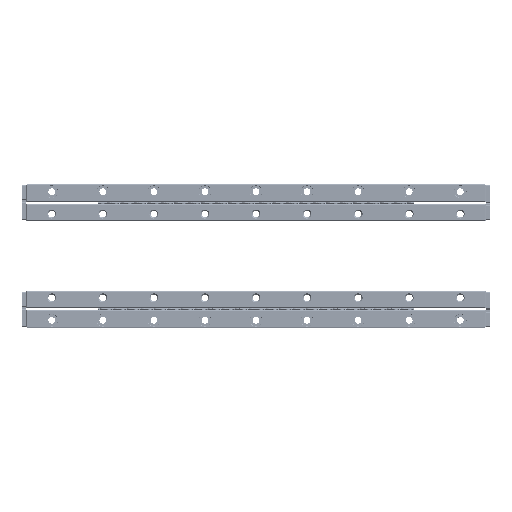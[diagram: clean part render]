
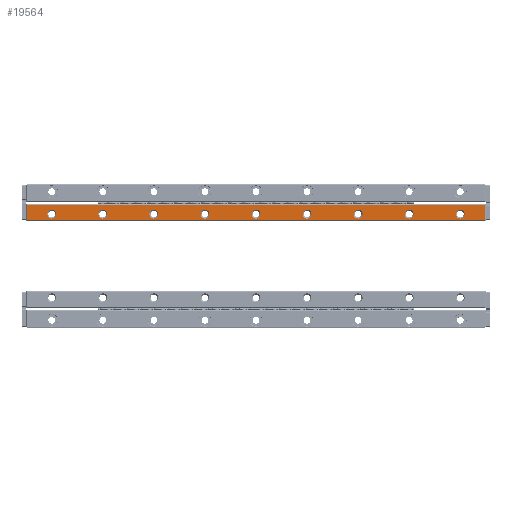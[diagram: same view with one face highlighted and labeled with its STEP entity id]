
A CAD part, top view. The second image highlights one B-rep face of the part: STEP entity #19564.
In plain terms, the highlighted planar face has unit normal (0, 0, 1).
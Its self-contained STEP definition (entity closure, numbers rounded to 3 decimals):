
#19564=ADVANCED_FACE('',(#32377,#32378,#32379,#32380,#32381,#32382,#32383,
#32384,#32385,#32386),#23137,.T.);
#23137=PLANE('',#107789);
#26774=CIRCLE('',#107780,2.175);
#26775=CIRCLE('',#107781,2.175);
#26776=CIRCLE('',#107782,2.175);
#26777=CIRCLE('',#107783,2.175);
#26778=CIRCLE('',#107784,2.175);
#26779=CIRCLE('',#107785,2.175);
#26780=CIRCLE('',#107786,2.175);
#26781=CIRCLE('',#107787,2.175);
#26782=CIRCLE('',#107788,2.175);
#32377=FACE_BOUND('',#37804,.T.);
#32378=FACE_BOUND('',#37805,.T.);
#32379=FACE_BOUND('',#37806,.T.);
#32380=FACE_BOUND('',#37807,.T.);
#32381=FACE_BOUND('',#37808,.T.);
#32382=FACE_BOUND('',#37809,.T.);
#32383=FACE_BOUND('',#37810,.T.);
#32384=FACE_BOUND('',#37811,.T.);
#32385=FACE_BOUND('',#37812,.T.);
#32386=FACE_BOUND('',#37813,.T.);
#37804=EDGE_LOOP('',(#55815));
#37805=EDGE_LOOP('',(#55816));
#37806=EDGE_LOOP('',(#55817));
#37807=EDGE_LOOP('',(#55818));
#37808=EDGE_LOOP('',(#55819));
#37809=EDGE_LOOP('',(#55820));
#37810=EDGE_LOOP('',(#55821));
#37811=EDGE_LOOP('',(#55822));
#37812=EDGE_LOOP('',(#55823));
#37813=EDGE_LOOP('',(#55824,#55825,#55826,#55827));
#55815=ORIENTED_EDGE('',*,*,#83962,.T.);
#55816=ORIENTED_EDGE('',*,*,#83963,.T.);
#55817=ORIENTED_EDGE('',*,*,#83964,.T.);
#55818=ORIENTED_EDGE('',*,*,#83965,.T.);
#55819=ORIENTED_EDGE('',*,*,#83966,.T.);
#55820=ORIENTED_EDGE('',*,*,#83967,.T.);
#55821=ORIENTED_EDGE('',*,*,#83968,.T.);
#55822=ORIENTED_EDGE('',*,*,#83969,.T.);
#55823=ORIENTED_EDGE('',*,*,#83970,.T.);
#55824=ORIENTED_EDGE('',*,*,#83971,.T.);
#55825=ORIENTED_EDGE('',*,*,#83972,.T.);
#55826=ORIENTED_EDGE('',*,*,#83973,.T.);
#55827=ORIENTED_EDGE('',*,*,#83974,.T.);
#72606=VERTEX_POINT('',#162502);
#72607=VERTEX_POINT('',#162504);
#72608=VERTEX_POINT('',#162506);
#72609=VERTEX_POINT('',#162508);
#72610=VERTEX_POINT('',#162510);
#72611=VERTEX_POINT('',#162512);
#72612=VERTEX_POINT('',#162514);
#72613=VERTEX_POINT('',#162516);
#72614=VERTEX_POINT('',#162518);
#72615=VERTEX_POINT('',#162520);
#72616=VERTEX_POINT('',#162521);
#72617=VERTEX_POINT('',#162523);
#72618=VERTEX_POINT('',#162525);
#83962=EDGE_CURVE('',#72606,#72606,#26774,.T.);
#83963=EDGE_CURVE('',#72607,#72607,#26775,.T.);
#83964=EDGE_CURVE('',#72608,#72608,#26776,.T.);
#83965=EDGE_CURVE('',#72609,#72609,#26777,.T.);
#83966=EDGE_CURVE('',#72610,#72610,#26778,.T.);
#83967=EDGE_CURVE('',#72611,#72611,#26779,.T.);
#83968=EDGE_CURVE('',#72612,#72612,#26780,.T.);
#83969=EDGE_CURVE('',#72613,#72613,#26781,.T.);
#83970=EDGE_CURVE('',#72614,#72614,#26782,.T.);
#83971=EDGE_CURVE('',#72615,#72616,#93437,.T.);
#83972=EDGE_CURVE('',#72616,#72617,#93438,.T.);
#83973=EDGE_CURVE('',#72617,#72618,#93439,.T.);
#83974=EDGE_CURVE('',#72618,#72615,#93440,.T.);
#93437=LINE('',#162519,#99773);
#93438=LINE('',#162522,#99774);
#93439=LINE('',#162524,#99775);
#93440=LINE('',#162526,#99776);
#99773=VECTOR('',#127814,1.);
#99774=VECTOR('',#127815,1.);
#99775=VECTOR('',#127816,1.);
#99776=VECTOR('',#127817,1.);
#107780=AXIS2_PLACEMENT_3D('',#162501,#127796,#127797);
#107781=AXIS2_PLACEMENT_3D('',#162503,#127798,#127799);
#107782=AXIS2_PLACEMENT_3D('',#162505,#127800,#127801);
#107783=AXIS2_PLACEMENT_3D('',#162507,#127802,#127803);
#107784=AXIS2_PLACEMENT_3D('',#162509,#127804,#127805);
#107785=AXIS2_PLACEMENT_3D('',#162511,#127806,#127807);
#107786=AXIS2_PLACEMENT_3D('',#162513,#127808,#127809);
#107787=AXIS2_PLACEMENT_3D('',#162515,#127810,#127811);
#107788=AXIS2_PLACEMENT_3D('',#162517,#127812,#127813);
#107789=AXIS2_PLACEMENT_3D('',#162527,#127818,#127819);
#127796=DIRECTION('',(0.,0.,-1.));
#127797=DIRECTION('',(-1.,0.,0.));
#127798=DIRECTION('',(0.,0.,-1.));
#127799=DIRECTION('',(-1.,0.,0.));
#127800=DIRECTION('',(0.,0.,-1.));
#127801=DIRECTION('',(-1.,0.,0.));
#127802=DIRECTION('',(0.,0.,-1.));
#127803=DIRECTION('',(-1.,0.,0.));
#127804=DIRECTION('',(0.,0.,-1.));
#127805=DIRECTION('',(-1.,0.,0.));
#127806=DIRECTION('',(0.,0.,-1.));
#127807=DIRECTION('',(-1.,0.,0.));
#127808=DIRECTION('',(0.,0.,-1.));
#127809=DIRECTION('',(-1.,0.,0.));
#127810=DIRECTION('',(0.,0.,-1.));
#127811=DIRECTION('',(-1.,0.,0.));
#127812=DIRECTION('',(0.,0.,-1.));
#127813=DIRECTION('',(-1.,0.,0.));
#127814=DIRECTION('',(1.,0.,0.));
#127815=DIRECTION('',(0.,1.,0.));
#127816=DIRECTION('',(-1.,0.,0.));
#127817=DIRECTION('',(0.,-1.,0.));
#127818=DIRECTION('',(0.,0.,1.));
#127819=DIRECTION('',(-1.,0.,0.));
#162501=CARTESIAN_POINT('',(12.5,55.5,8.));
#162502=CARTESIAN_POINT('',(10.325,55.5,8.));
#162503=CARTESIAN_POINT('',(37.5,55.5,8.));
#162504=CARTESIAN_POINT('',(35.325,55.5,8.));
#162505=CARTESIAN_POINT('',(62.5,55.5,8.));
#162506=CARTESIAN_POINT('',(60.325,55.5,8.));
#162507=CARTESIAN_POINT('',(87.5,55.5,8.));
#162508=CARTESIAN_POINT('',(85.325,55.5,8.));
#162509=CARTESIAN_POINT('',(112.5,55.5,8.));
#162510=CARTESIAN_POINT('',(110.325,55.5,8.));
#162511=CARTESIAN_POINT('',(137.5,55.5,8.));
#162512=CARTESIAN_POINT('',(135.325,55.5,8.));
#162513=CARTESIAN_POINT('',(162.5,55.5,8.));
#162514=CARTESIAN_POINT('',(160.325,55.5,8.));
#162515=CARTESIAN_POINT('',(187.5,55.5,8.));
#162516=CARTESIAN_POINT('',(185.325,55.5,8.));
#162517=CARTESIAN_POINT('',(212.5,55.5,8.));
#162518=CARTESIAN_POINT('',(210.325,55.5,8.));
#162519=CARTESIAN_POINT('',(112.5,52.425,8.));
#162520=CARTESIAN_POINT('',(0.425,52.425,8.));
#162521=CARTESIAN_POINT('',(224.575,52.425,8.));
#162522=CARTESIAN_POINT('',(224.575,56.3,8.));
#162523=CARTESIAN_POINT('',(224.575,60.175,8.));
#162524=CARTESIAN_POINT('',(112.5,60.175,8.));
#162525=CARTESIAN_POINT('',(0.425,60.175,8.));
#162526=CARTESIAN_POINT('',(0.425,56.3,8.));
#162527=CARTESIAN_POINT('',(112.5,56.3,8.));
